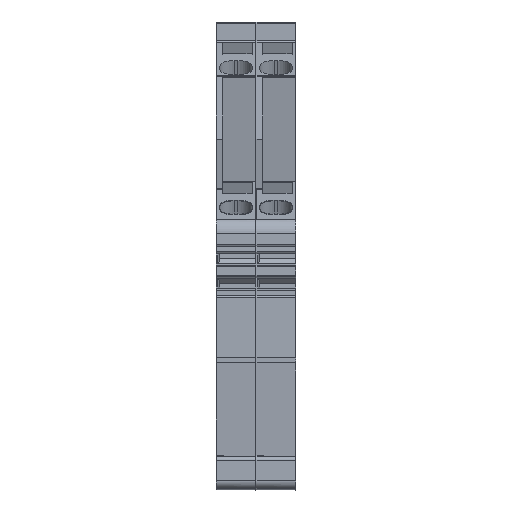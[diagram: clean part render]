
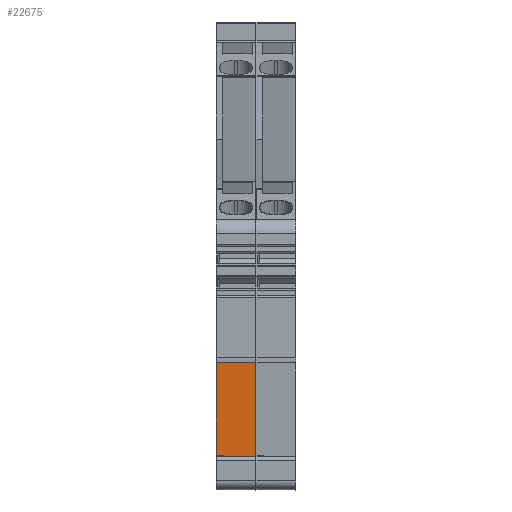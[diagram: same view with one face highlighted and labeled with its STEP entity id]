
A CAD part, front view. The second image highlights one B-rep face of the part: STEP entity #22675.
In plain terms, the highlighted planar face has unit normal (0, -0.998, -0.071).
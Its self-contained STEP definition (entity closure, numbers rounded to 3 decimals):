
#22648=AXIS2_PLACEMENT_3D('Plane Axis2P3D',#22645,#22646,#22647) ;
#16109=CARTESIAN_POINT('Vertex',(0.,4.858,4.459)) ;
#16112=CARTESIAN_POINT('Line Origine',(0.,4.442,10.329)) ;
#16116=CARTESIAN_POINT('Vertex',(0.,4.027,16.199)) ;
#18942=CARTESIAN_POINT('Vertex',(5.1,4.027,16.199)) ;
#18945=CARTESIAN_POINT('Line Origine',(5.1,4.485,9.722)) ;
#18949=CARTESIAN_POINT('Vertex',(5.1,4.944,3.244)) ;
#22630=CARTESIAN_POINT('Vertex',(1.,4.858,4.459)) ;
#22633=CARTESIAN_POINT('Line Origine',(1.,4.858,4.459)) ;
#22645=CARTESIAN_POINT('Axis2P3D Location',(5.1,4.944,3.244)) ;
#22650=CARTESIAN_POINT('Line Origine',(1.,4.901,3.852)) ;
#22654=CARTESIAN_POINT('Vertex',(1.,4.944,3.244)) ;
#22657=CARTESIAN_POINT('Line Origine',(3.05,4.944,3.244)) ;
#22662=CARTESIAN_POINT('Line Origine',(2.55,4.027,16.199)) ;
#16113=DIRECTION('Vector Direction',(0.,0.071,-0.998)) ;
#18946=DIRECTION('Vector Direction',(0.,0.071,-0.998)) ;
#22634=DIRECTION('Vector Direction',(-1.,0.,0.)) ;
#22646=DIRECTION('Axis2P3D Direction',(0.,-0.998,-0.071)) ;
#22647=DIRECTION('Axis2P3D XDirection',(1.,0.,0.)) ;
#22651=DIRECTION('Vector Direction',(0.,0.071,-0.998)) ;
#22658=DIRECTION('Vector Direction',(-1.,0.,0.)) ;
#22663=DIRECTION('Vector Direction',(-1.,0.,0.)) ;
#16114=VECTOR('Line Direction',#16113,1.) ;
#18947=VECTOR('Line Direction',#18946,1.) ;
#22635=VECTOR('Line Direction',#22634,1.) ;
#22652=VECTOR('Line Direction',#22651,1.) ;
#22659=VECTOR('Line Direction',#22658,1.) ;
#22664=VECTOR('Line Direction',#22663,1.) ;
#22668=ORIENTED_EDGE('',*,*,#16118,.T.) ;
#22669=ORIENTED_EDGE('',*,*,#22637,.F.) ;
#22670=ORIENTED_EDGE('',*,*,#22656,.T.) ;
#22671=ORIENTED_EDGE('',*,*,#22661,.F.) ;
#22672=ORIENTED_EDGE('',*,*,#18951,.F.) ;
#22673=ORIENTED_EDGE('',*,*,#22666,.T.) ;
#22675=ADVANCED_FACE('V2',(#22674),#22649,.T.) ;
#16118=EDGE_CURVE('',#16117,#16110,#16115,.T.) ;
#18951=EDGE_CURVE('',#18943,#18950,#18948,.T.) ;
#22637=EDGE_CURVE('',#22631,#16110,#22636,.T.) ;
#22656=EDGE_CURVE('',#22631,#22655,#22653,.T.) ;
#22661=EDGE_CURVE('',#18950,#22655,#22660,.T.) ;
#22666=EDGE_CURVE('',#18943,#16117,#22665,.T.) ;
#22667=EDGE_LOOP('',(#22668,#22669,#22670,#22671,#22672,#22673)) ;
#22674=FACE_OUTER_BOUND('',#22667,.T.) ;
#16115=LINE('Line',#16112,#16114) ;
#18948=LINE('Line',#18945,#18947) ;
#22636=LINE('Line',#22633,#22635) ;
#22653=LINE('Line',#22650,#22652) ;
#22660=LINE('Line',#22657,#22659) ;
#22665=LINE('Line',#22662,#22664) ;
#22649=PLANE('',#22648) ;
#16110=VERTEX_POINT('',#16109) ;
#16117=VERTEX_POINT('',#16116) ;
#18943=VERTEX_POINT('',#18942) ;
#18950=VERTEX_POINT('',#18949) ;
#22631=VERTEX_POINT('',#22630) ;
#22655=VERTEX_POINT('',#22654) ;
